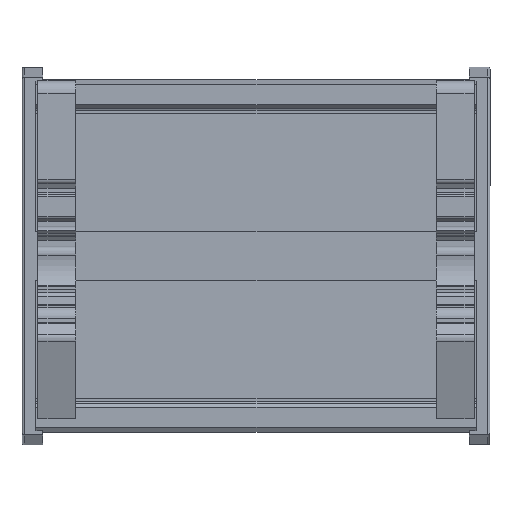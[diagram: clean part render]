
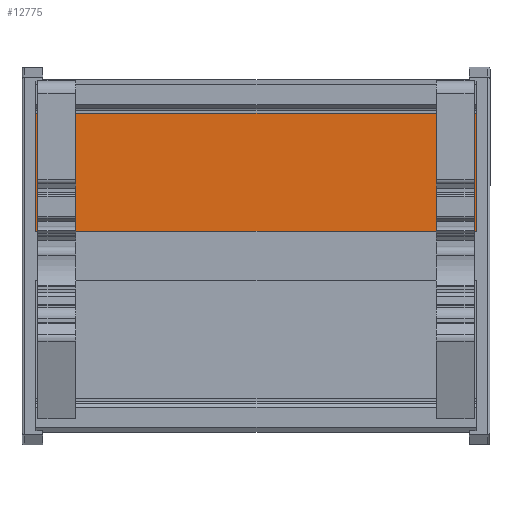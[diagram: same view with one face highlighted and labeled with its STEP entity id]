
A CAD part, front view. The second image highlights one B-rep face of the part: STEP entity #12775.
In plain terms, the highlighted planar face has unit normal (0, -1, 0).
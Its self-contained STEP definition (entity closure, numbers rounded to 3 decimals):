
#12719=CARTESIAN_POINT('',(-530.109,-523.966,107.2));
#12720=VERTEX_POINT('',#12719);
#12727=CARTESIAN_POINT('',(-530.109,-523.966,0.0));
#12728=VERTEX_POINT('',#12727);
#12729=CARTESIAN_POINT('',(-530.109,-523.966,0.0));
#12730=DIRECTION('',(0.0,0.0,1.0));
#12731=VECTOR('',#12730,107.2);
#12732=LINE('',#12729,#12731);
#12733=EDGE_CURVE('',#12728,#12720,#12732,.T.);
#12745=CARTESIAN_POINT('',(-530.109,-523.966,0.0));
#12746=DIRECTION('',(0.0,-1.0,0.0));
#12747=DIRECTION('',(0.0,0.0,-1.0));
#12748=AXIS2_PLACEMENT_3D('',#12745,#12746,#12747);
#12749=PLANE('',#12748);
#12750=CARTESIAN_POINT('',(-558.93,-523.966,107.2));
#12751=VERTEX_POINT('',#12750);
#12752=CARTESIAN_POINT('',(-530.109,-523.966,107.2));
#12753=DIRECTION('',(-1.0,0.0,0.0));
#12754=VECTOR('',#12753,28.821);
#12755=LINE('',#12752,#12754);
#12756=EDGE_CURVE('',#12720,#12751,#12755,.T.);
#12757=ORIENTED_EDGE('',*,*,#12756,.T.);
#12758=CARTESIAN_POINT('',(-558.93,-523.966,0.0));
#12759=VERTEX_POINT('',#12758);
#12760=CARTESIAN_POINT('',(-558.93,-523.966,0.0));
#12761=DIRECTION('',(0.0,0.0,1.0));
#12762=VECTOR('',#12761,107.2);
#12763=LINE('',#12760,#12762);
#12764=EDGE_CURVE('',#12759,#12751,#12763,.T.);
#12765=ORIENTED_EDGE('',*,*,#12764,.F.);
#12766=CARTESIAN_POINT('',(-558.93,-523.966,0.0));
#12767=DIRECTION('',(1.0,0.0,0.0));
#12768=VECTOR('',#12767,28.821);
#12769=LINE('',#12766,#12768);
#12770=EDGE_CURVE('',#12759,#12728,#12769,.T.);
#12771=ORIENTED_EDGE('',*,*,#12770,.T.);
#12772=ORIENTED_EDGE('',*,*,#12733,.T.);
#12773=EDGE_LOOP('',(#12757,#12765,#12771,#12772));
#12774=FACE_OUTER_BOUND('',#12773,.T.);
#12775=ADVANCED_FACE('',(#12774),#12749,.T.);
